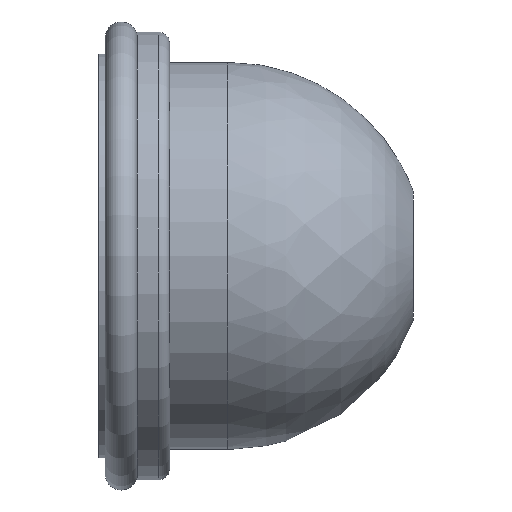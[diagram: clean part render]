
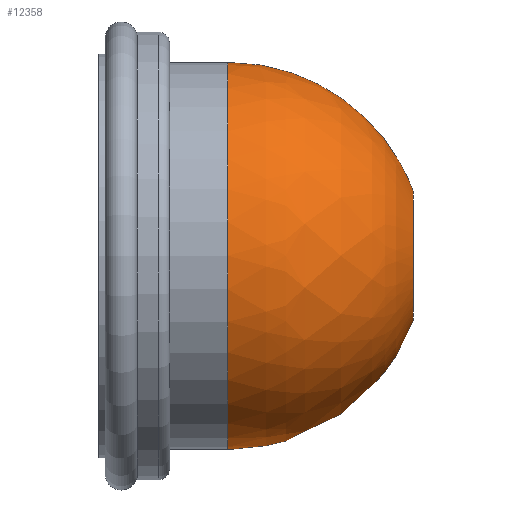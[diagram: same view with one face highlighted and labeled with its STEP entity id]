
A CAD part, top view. The second image highlights one B-rep face of the part: STEP entity #12358.
In plain terms, the highlighted free-form (B-spline) face has degree [2, 2] with [3, 9] control points.
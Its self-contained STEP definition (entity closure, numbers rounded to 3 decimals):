
#12294=CARTESIAN_POINT('',(-14.461,15.868,0.0));
#12295=VERTEX_POINT('',#12294);
#12296=CARTESIAN_POINT('',(-14.461,3.868,0.0));
#12297=DIRECTION('',(1.0,0.0,0.0));
#12298=DIRECTION('',(0.0,1.0,0.0));
#12299=AXIS2_PLACEMENT_3D('',#12296,#12297,#12298);
#12300=CIRCLE('',#12299,12.);
#12301=EDGE_CURVE('',#12295,#12295,#12300,.T.);
#12309=CARTESIAN_POINT('',(-14.461,3.868,12.));
#12310=CARTESIAN_POINT('',(-5.929,3.868,12.));
#12311=CARTESIAN_POINT('',(-2.961,3.868,4.));
#12312=CARTESIAN_POINT('',(-14.461,15.868,12.0));
#12313=CARTESIAN_POINT('',(-5.929,15.868,12.));
#12314=CARTESIAN_POINT('',(-2.961,7.868,4.));
#12315=CARTESIAN_POINT('',(-14.461,15.868,0.));
#12316=CARTESIAN_POINT('',(-5.929,15.868,0.));
#12317=CARTESIAN_POINT('',(-2.961,7.868,0.));
#12318=CARTESIAN_POINT('',(-14.461,15.868,-12.));
#12319=CARTESIAN_POINT('',(-5.929,15.868,-12.));
#12320=CARTESIAN_POINT('',(-2.961,7.868,-4.));
#12321=CARTESIAN_POINT('',(-14.461,3.868,-12.));
#12322=CARTESIAN_POINT('',(-5.929,3.868,-12.));
#12323=CARTESIAN_POINT('',(-2.961,3.868,-4.));
#12324=CARTESIAN_POINT('',(-14.461,-8.132,-12.0));
#12325=CARTESIAN_POINT('',(-5.929,-8.132,-12.));
#12326=CARTESIAN_POINT('',(-2.961,-0.132,-4.));
#12327=CARTESIAN_POINT('',(-14.461,-8.132,0.));
#12328=CARTESIAN_POINT('',(-5.929,-8.132,0.));
#12329=CARTESIAN_POINT('',(-2.961,-0.132,0.));
#12330=CARTESIAN_POINT('',(-14.461,-8.132,12.));
#12331=CARTESIAN_POINT('',(-5.929,-8.132,12.));
#12332=CARTESIAN_POINT('',(-2.961,-0.132,4.));
#12333=CARTESIAN_POINT('',(-14.461,3.868,12.));
#12334=CARTESIAN_POINT('',(-5.929,3.868,12.));
#12335=CARTESIAN_POINT('',(-2.961,3.868,4.));
#12343=(BOUNDED_SURFACE()B_SPLINE_SURFACE(2,2,((#12309,#12312,#12315,#12318,#12321,#12324,#12327,#12330,#12333),(#12310,#12313,#12316,#12319,#12322,#12325,#12328,#12331,#12334),(#12311,#12314,#12317,#12320,#12323,#12326,#12329,#12332,#12335)),.UNSPECIFIED.,.F.,.T.,.U.)B_SPLINE_SURFACE_WITH_KNOTS((3,3),(3,2,2,2,3),(0.,1.216),(0.0,1.571,3.142,4.712,6.283),.UNSPECIFIED.)GEOMETRIC_REPRESENTATION_ITEM()RATIONAL_B_SPLINE_SURFACE(((1.0,0.707,1.0,0.707,1.0,0.707,1.0,0.707,1.0),(0.821,0.58,0.821,0.58,0.821,0.58,0.821,0.58,0.821),(1.0,0.707,1.0,0.707,1.0,0.707,1.0,0.707,1.0)))REPRESENTATION_ITEM('')SURFACE());
#12344=CARTESIAN_POINT('',(-2.961,7.868,0.0));
#12345=VERTEX_POINT('',#12344);
#12346=CARTESIAN_POINT('',(-2.961,3.868,0.0));
#12347=DIRECTION('',(1.0,0.0,0.0));
#12348=DIRECTION('',(0.0,1.0,0.0));
#12349=AXIS2_PLACEMENT_3D('',#12346,#12347,#12348);
#12350=CIRCLE('',#12349,4.);
#12351=EDGE_CURVE('',#12345,#12345,#12350,.T.);
#12352=ORIENTED_EDGE('',*,*,#12351,.F.);
#12353=EDGE_LOOP('',(#12352));
#12354=FACE_OUTER_BOUND('',#12353,.T.);
#12355=ORIENTED_EDGE('',*,*,#12301,.T.);
#12356=EDGE_LOOP('',(#12355));
#12357=FACE_BOUND('',#12356,.T.);
#12358=ADVANCED_FACE('',(#12354,#12357),#12343,.T.);
